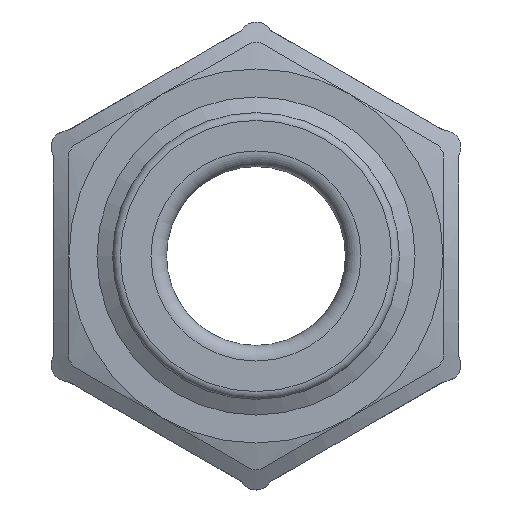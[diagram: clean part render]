
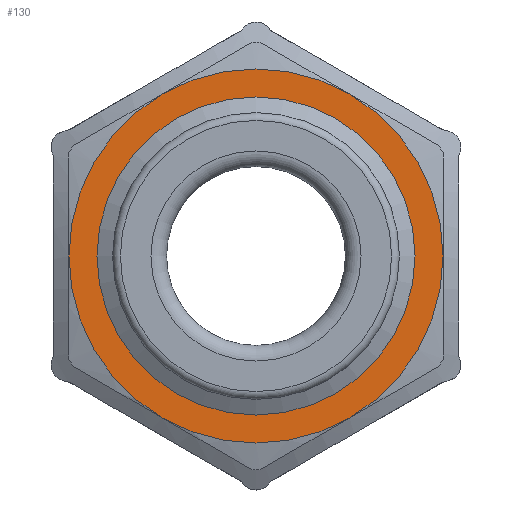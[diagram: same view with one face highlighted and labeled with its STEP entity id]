
A CAD part, left-side view. The second image highlights one B-rep face of the part: STEP entity #130.
In plain terms, the highlighted planar face has unit normal (-1, 0, 0).
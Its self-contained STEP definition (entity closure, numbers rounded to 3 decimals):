
#130 = ADVANCED_FACE( '', ( #262, #263 ), #264, .T. );
#262 = FACE_BOUND( '', #403, .T. );
#263 = FACE_OUTER_BOUND( '', #404, .T. );
#264 = PLANE( '', #405 );
#403 = EDGE_LOOP( '', ( #798 ) );
#404 = EDGE_LOOP( '', ( #799, #800, #801, #802, #803, #804 ) );
#405 = AXIS2_PLACEMENT_3D( '', #805, #806, #807 );
#798 = ORIENTED_EDGE( '', *, *, #956, .T. );
#799 = ORIENTED_EDGE( '', *, *, #944, .F. );
#800 = ORIENTED_EDGE( '', *, *, #947, .F. );
#801 = ORIENTED_EDGE( '', *, *, #950, .F. );
#802 = ORIENTED_EDGE( '', *, *, #940, .F. );
#803 = ORIENTED_EDGE( '', *, *, #941, .F. );
#804 = ORIENTED_EDGE( '', *, *, #942, .F. );
#805 = CARTESIAN_POINT( '', ( -5.65, 12., 0. ) );
#806 = DIRECTION( '', ( -1., 0., 0. ) );
#807 = DIRECTION( '', ( 0., 0., 1. ) );
#940 = EDGE_CURVE( '', #1018, #962, #1126, .T. );
#941 = EDGE_CURVE( '', #982, #1018, #1127, .T. );
#942 = EDGE_CURVE( '', #1128, #982, #1129, .T. );
#944 = EDGE_CURVE( '', #1131, #1128, #1132, .T. );
#947 = EDGE_CURVE( '', #1135, #1131, #1136, .T. );
#950 = EDGE_CURVE( '', #962, #1135, #1139, .T. );
#956 = EDGE_CURVE( '', #1149, #1149, #1150, .T. );
#962 = VERTEX_POINT( '', #1159 );
#982 = VERTEX_POINT( '', #1211 );
#1018 = VERTEX_POINT( '', #1310 );
#1126 = CIRCLE( '', #1786, 12. );
#1127 = CIRCLE( '', #1787, 12. );
#1128 = VERTEX_POINT( '', #1788 );
#1129 = CIRCLE( '', #1789, 12. );
#1131 = VERTEX_POINT( '', #1796 );
#1132 = CIRCLE( '', #1797, 12. );
#1135 = VERTEX_POINT( '', #1810 );
#1136 = CIRCLE( '', #1811, 12. );
#1139 = CIRCLE( '', #1824, 12. );
#1149 = VERTEX_POINT( '', #1839 );
#1150 = CIRCLE( '', #1840, 9.2 );
#1159 = CARTESIAN_POINT( '', ( -5.65, -6., -10.392 ) );
#1211 = CARTESIAN_POINT( '', ( -5.65, -6., 10.392 ) );
#1310 = CARTESIAN_POINT( '', ( -5.65, -12., 0. ) );
#1786 = AXIS2_PLACEMENT_3D( '', #1989, #1990, #1991 );
#1787 = AXIS2_PLACEMENT_3D( '', #1992, #1993, #1994 );
#1788 = CARTESIAN_POINT( '', ( -5.65, 6., 10.392 ) );
#1789 = AXIS2_PLACEMENT_3D( '', #1995, #1996, #1997 );
#1796 = CARTESIAN_POINT( '', ( -5.65, 12., 0. ) );
#1797 = AXIS2_PLACEMENT_3D( '', #1998, #1999, #2000 );
#1810 = CARTESIAN_POINT( '', ( -5.65, 6., -10.392 ) );
#1811 = AXIS2_PLACEMENT_3D( '', #2001, #2002, #2003 );
#1824 = AXIS2_PLACEMENT_3D( '', #2004, #2005, #2006 );
#1839 = CARTESIAN_POINT( '', ( -5.65, 0., -9.2 ) );
#1840 = AXIS2_PLACEMENT_3D( '', #2019, #2020, #2021 );
#1989 = CARTESIAN_POINT( '', ( -5.65, 0., 0. ) );
#1990 = DIRECTION( '', ( 1., 0., 0. ) );
#1991 = DIRECTION( '', ( 0., 0., -1. ) );
#1992 = CARTESIAN_POINT( '', ( -5.65, 0., 0. ) );
#1993 = DIRECTION( '', ( 1., 0., 0. ) );
#1994 = DIRECTION( '', ( 0., 0., -1. ) );
#1995 = CARTESIAN_POINT( '', ( -5.65, 0., 0. ) );
#1996 = DIRECTION( '', ( 1., 0., 0. ) );
#1997 = DIRECTION( '', ( 0., 0., -1. ) );
#1998 = CARTESIAN_POINT( '', ( -5.65, 0., 0. ) );
#1999 = DIRECTION( '', ( 1., 0., 0. ) );
#2000 = DIRECTION( '', ( 0., 0., -1. ) );
#2001 = CARTESIAN_POINT( '', ( -5.65, 0., 0. ) );
#2002 = DIRECTION( '', ( 1., 0., 0. ) );
#2003 = DIRECTION( '', ( 0., 0., -1. ) );
#2004 = CARTESIAN_POINT( '', ( -5.65, 0., 0. ) );
#2005 = DIRECTION( '', ( 1., 0., 0. ) );
#2006 = DIRECTION( '', ( 0., 0., -1. ) );
#2019 = CARTESIAN_POINT( '', ( -5.65, 0., 0. ) );
#2020 = DIRECTION( '', ( 1., 0., 0. ) );
#2021 = DIRECTION( '', ( 0., 0., -1. ) );
